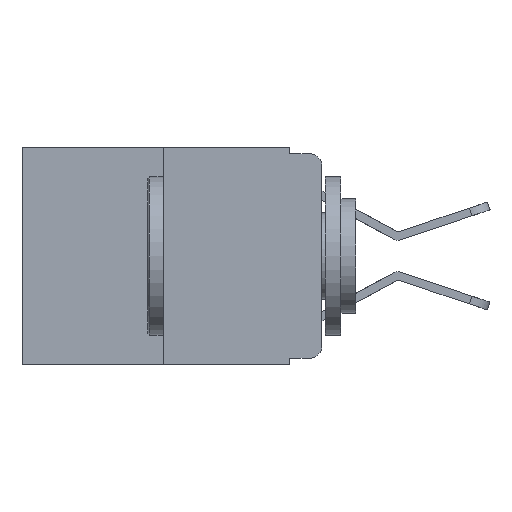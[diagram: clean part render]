
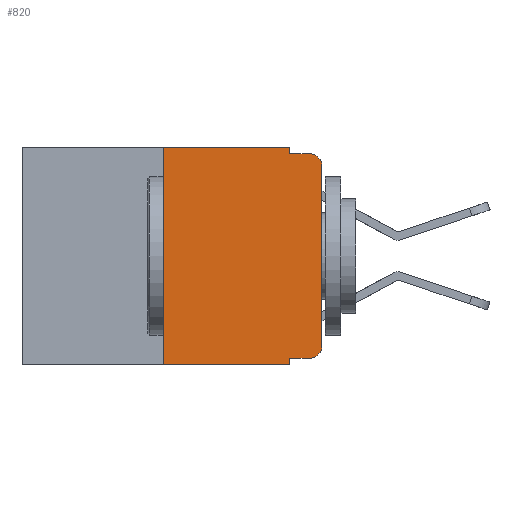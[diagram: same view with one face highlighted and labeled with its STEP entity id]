
A CAD part, left-side view. The second image highlights one B-rep face of the part: STEP entity #820.
In plain terms, the highlighted planar face has unit normal (-1, 0, 0).
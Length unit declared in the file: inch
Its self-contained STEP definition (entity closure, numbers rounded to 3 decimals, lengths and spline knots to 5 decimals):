
#222 = VECTOR ( 'NONE', #8552, 39.37008 ) ;
#678 = ORIENTED_EDGE ( 'NONE', *, *, #13413, .T. ) ;
#820 = ADVANCED_FACE ( 'NONE', ( #15087 ), #7105, .F. ) ;
#881 = ORIENTED_EDGE ( 'NONE', *, *, #12298, .F. ) ;
#1826 = LINE ( 'NONE', #16311, #7986 ) ;
#2518 = AXIS2_PLACEMENT_3D ( 'NONE', #5576, #14161, #6853 ) ;
#2687 = DIRECTION ( 'NONE',  ( 0., -1., 0. ) ) ;
#2709 = DIRECTION ( 'NONE',  ( -1., 0., 0. ) ) ;
#3019 = EDGE_CURVE ( 'NONE', #7001, #15397, #8618, .T. ) ;
#3023 = CARTESIAN_POINT ( 'NONE',  ( 0., 0.25, 0. ) ) ;
#3520 = CARTESIAN_POINT ( 'NONE',  ( 0., 0.051, -0.343 ) ) ;
#3564 = DIRECTION ( 'NONE',  ( 1., 0., 0. ) ) ;
#4008 = VERTEX_POINT ( 'NONE', #10786 ) ;
#4202 = LINE ( 'NONE', #4318, #10473 ) ;
#4318 = CARTESIAN_POINT ( 'NONE',  ( 0., 0.051, 0. ) ) ;
#4650 = DIRECTION ( 'NONE',  ( 0., 0., 1. ) ) ;
#4686 = LINE ( 'NONE', #9789, #222 ) ;
#4770 = CARTESIAN_POINT ( 'NONE',  ( 0., 0.051, -0.01 ) ) ;
#4816 = EDGE_CURVE ( 'NONE', #14245, #12748, #12771, .T. ) ;
#5010 = AXIS2_PLACEMENT_3D ( 'NONE', #10369, #2709, #11575 ) ;
#5130 = AXIS2_PLACEMENT_3D ( 'NONE', #15199, #3564, #14847 ) ;
#5576 = CARTESIAN_POINT ( 'NONE',  ( 0., 0.02, -0.03 ) ) ;
#5935 = DIRECTION ( 'NONE',  ( 0., 0., 1. ) ) ;
#6104 = ORIENTED_EDGE ( 'NONE', *, *, #7790, .T. ) ;
#6283 = ORIENTED_EDGE ( 'NONE', *, *, #14720, .T. ) ;
#6511 = EDGE_CURVE ( 'NONE', #15335, #14377, #4202, .T. ) ;
#6853 = DIRECTION ( 'NONE',  ( 0., 0., -1. ) ) ;
#7001 = VERTEX_POINT ( 'NONE', #16193 ) ;
#7105 = PLANE ( 'NONE',  #5130 ) ;
#7292 = ORIENTED_EDGE ( 'NONE', *, *, #15010, .T. ) ;
#7457 = CIRCLE ( 'NONE', #5010, 0.02 ) ;
#7790 = EDGE_CURVE ( 'NONE', #14245, #15397, #15131, .T. ) ;
#7870 = ORIENTED_EDGE ( 'NONE', *, *, #6511, .F. ) ;
#7986 = VECTOR ( 'NONE', #2687, 39.37008 ) ;
#8233 = VECTOR ( 'NONE', #13857, 39.37008 ) ;
#8369 = VERTEX_POINT ( 'NONE', #15070 ) ;
#8506 = CARTESIAN_POINT ( 'NONE',  ( 0., 0.051, 0. ) ) ;
#8552 = DIRECTION ( 'NONE',  ( 0., -1., 0. ) ) ;
#8618 = LINE ( 'NONE', #13955, #8233 ) ;
#8760 = CARTESIAN_POINT ( 'NONE',  ( 0., 0.25, -0.343 ) ) ;
#9044 = ORIENTED_EDGE ( 'NONE', *, *, #4816, .F. ) ;
#9789 = CARTESIAN_POINT ( 'NONE',  ( 0., 0.473, 0. ) ) ;
#10369 = CARTESIAN_POINT ( 'NONE',  ( 0., 0.02, -0.313 ) ) ;
#10473 = VECTOR ( 'NONE', #14173, 39.37008 ) ;
#10531 = VERTEX_POINT ( 'NONE', #11130 ) ;
#10786 = CARTESIAN_POINT ( 'NONE',  ( 0., 0.02, -0.333 ) ) ;
#10790 = VERTEX_POINT ( 'NONE', #16287 ) ;
#11130 = CARTESIAN_POINT ( 'NONE',  ( 0., 0., -0.313 ) ) ;
#11362 = VECTOR ( 'NONE', #14666, 39.37008 ) ;
#11575 = DIRECTION ( 'NONE',  ( 0., 0., -1. ) ) ;
#11779 = CARTESIAN_POINT ( 'NONE',  ( 0., 0.473, -0.343 ) ) ;
#11912 = ORIENTED_EDGE ( 'NONE', *, *, #13636, .F. ) ;
#12298 = EDGE_CURVE ( 'NONE', #14377, #8369, #14558, .T. ) ;
#12438 = CIRCLE ( 'NONE', #2518, 0.02 ) ;
#12748 = VERTEX_POINT ( 'NONE', #16249 ) ;
#12771 = LINE ( 'NONE', #3023, #15951 ) ;
#12965 = VECTOR ( 'NONE', #5935, 39.37008 ) ;
#12995 = DIRECTION ( 'NONE',  ( 0., -1., 0. ) ) ;
#13355 = LINE ( 'NONE', #15720, #12965 ) ;
#13413 = EDGE_CURVE ( 'NONE', #4008, #10531, #7457, .T. ) ;
#13427 = ORIENTED_EDGE ( 'NONE', *, *, #3019, .F. ) ;
#13601 = ORIENTED_EDGE ( 'NONE', *, *, #13906, .T. ) ;
#13636 = EDGE_CURVE ( 'NONE', #12748, #15335, #4686, .T. ) ;
#13857 = DIRECTION ( 'NONE',  ( 0., 0., -1. ) ) ;
#13906 = EDGE_CURVE ( 'NONE', #10790, #8369, #12438, .T. ) ;
#13955 = CARTESIAN_POINT ( 'NONE',  ( 0., 0.051, 0. ) ) ;
#14161 = DIRECTION ( 'NONE',  ( -1., 0., 0. ) ) ;
#14173 = DIRECTION ( 'NONE',  ( 0., 0., -1. ) ) ;
#14245 = VERTEX_POINT ( 'NONE', #8760 ) ;
#14377 = VERTEX_POINT ( 'NONE', #16232 ) ;
#14558 = LINE ( 'NONE', #4770, #11362 ) ;
#14570 = EDGE_LOOP ( 'NONE', ( #6283, #13601, #881, #7870, #11912, #9044, #6104, #13427, #7292, #678 ) ) ;
#14666 = DIRECTION ( 'NONE',  ( 0., -1., 0. ) ) ;
#14720 = EDGE_CURVE ( 'NONE', #10531, #10790, #13355, .T. ) ;
#14768 = VECTOR ( 'NONE', #12995, 39.37008 ) ;
#14847 = DIRECTION ( 'NONE',  ( 0., 0., -1. ) ) ;
#15010 = EDGE_CURVE ( 'NONE', #7001, #4008, #1826, .T. ) ;
#15070 = CARTESIAN_POINT ( 'NONE',  ( 0., 0.02, -0.01 ) ) ;
#15087 = FACE_OUTER_BOUND ( 'NONE', #14570, .T. ) ;
#15131 = LINE ( 'NONE', #11779, #14768 ) ;
#15199 = CARTESIAN_POINT ( 'NONE',  ( 0., 0.473, 0. ) ) ;
#15335 = VERTEX_POINT ( 'NONE', #8506 ) ;
#15397 = VERTEX_POINT ( 'NONE', #3520 ) ;
#15720 = CARTESIAN_POINT ( 'NONE',  ( 0., 0., 0. ) ) ;
#15951 = VECTOR ( 'NONE', #4650, 39.37008 ) ;
#16193 = CARTESIAN_POINT ( 'NONE',  ( 0., 0.051, -0.333 ) ) ;
#16232 = CARTESIAN_POINT ( 'NONE',  ( 0., 0.051, -0.01 ) ) ;
#16249 = CARTESIAN_POINT ( 'NONE',  ( 0., 0.25, 0. ) ) ;
#16287 = CARTESIAN_POINT ( 'NONE',  ( 0., 0., -0.03 ) ) ;
#16311 = CARTESIAN_POINT ( 'NONE',  ( 0., 0.051, -0.333 ) ) ;
